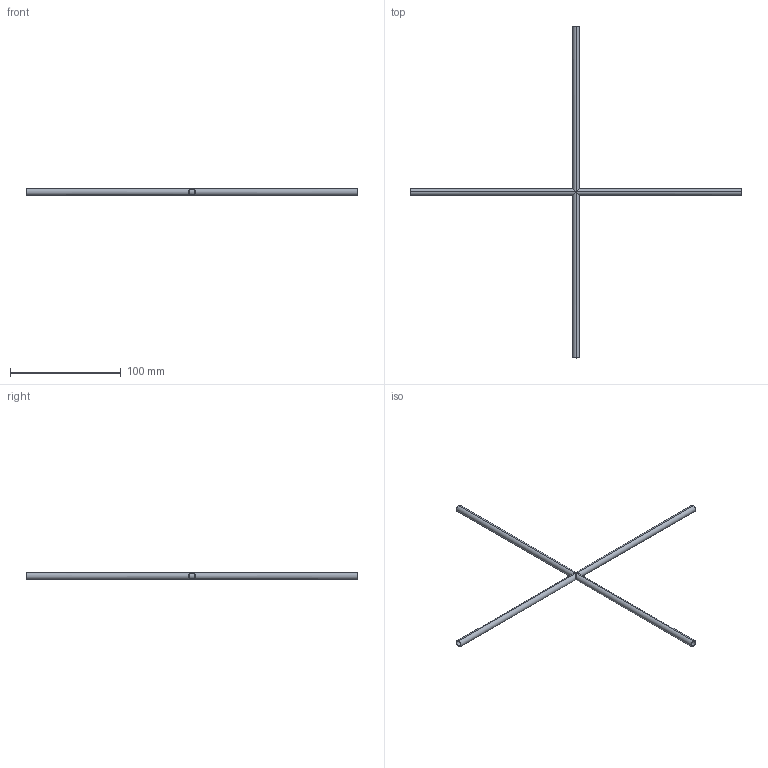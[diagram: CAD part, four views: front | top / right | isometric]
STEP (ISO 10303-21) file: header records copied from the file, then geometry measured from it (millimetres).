
FILE_DESCRIPTION (( 'STEP AP214' ), '1' );
FILE_NAME ('main_frame.STEP', '2020-01-27T19:39:25', ( '' ), ( '' ), 'SwSTEP 2.0', 'SolidWorks 2016', '' );
FILE_SCHEMA (( 'AUTOMOTIVE_DESIGN' ));
Length unit declared in the file: millimetre
Products named in the file (1): main_frame
Bounding box: 300 x 300 x 6 mm (x, y, z)
Volume: 4455.2 mm3; surface area: 20953.1 mm2
Topology: 1 solids, 2 shells, 28 faces, 48 edges, 28 vertices
Faces by surface type: cylinder 24, plane 4
Entity records: 932 total; most frequent: CARTESIAN_POINT 393, DIRECTION 106, ORIENTED_EDGE 96, EDGE_CURVE 48, AXIS2_PLACEMENT_3D 45, EDGE_LOOP 32, VERTEX_POINT 28, FACE_OUTER_BOUND 28
